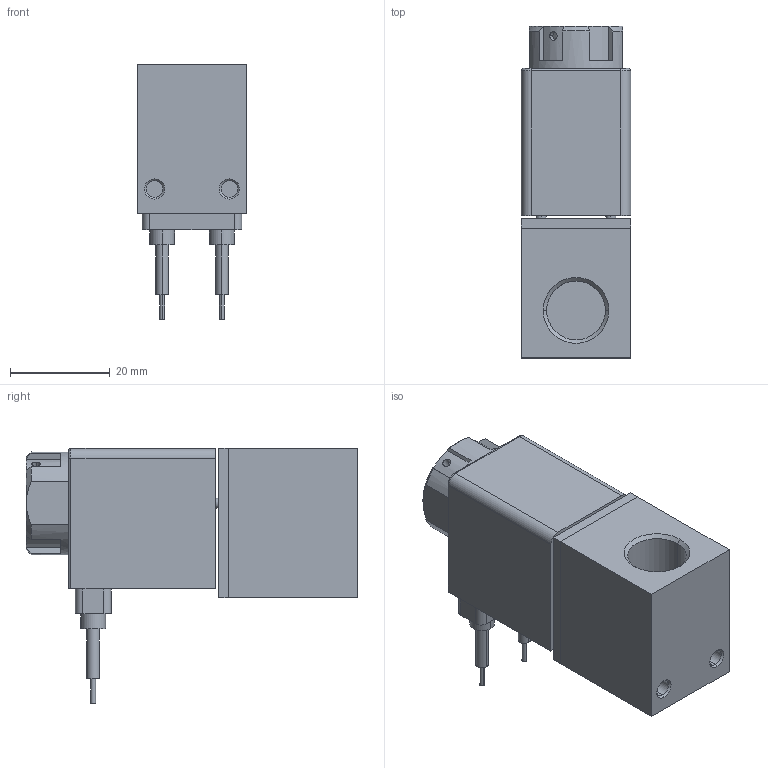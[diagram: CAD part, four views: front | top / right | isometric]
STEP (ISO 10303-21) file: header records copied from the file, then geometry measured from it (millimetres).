
FILE_DESCRIPTION (( 'STEP AP203' ), '1' );
FILE_NAME ('2V025-08-G.STEP', '2017-11-30T18:45:18', ( '' ), ( '' ), 'SwSTEP 2.0', 'SolidWorks 2016', '' );
FILE_SCHEMA (( 'CONFIG_CONTROL_DESIGN' ));
Length unit declared in the file: millimetre
Products named in the file (1): 2V025-08-G
Bounding box: 22 x 66.6 x 51.2 mm (x, y, z)
Volume: 33816.7 mm3; surface area: 14532.2 mm2
Topology: 8 solids, 8 shells, 221 faces, 526 edges, 338 vertices
Faces by surface type: cylinder 95, plane 95, cone 29, bspline 2
Entity records: 6697 total; most frequent: CARTESIAN_POINT 1357, DIRECTION 1148, ORIENTED_EDGE 1044, EDGE_CURVE 522, AXIS2_PLACEMENT_3D 431, VERTEX_POINT 338, LINE 286, VECTOR 286
